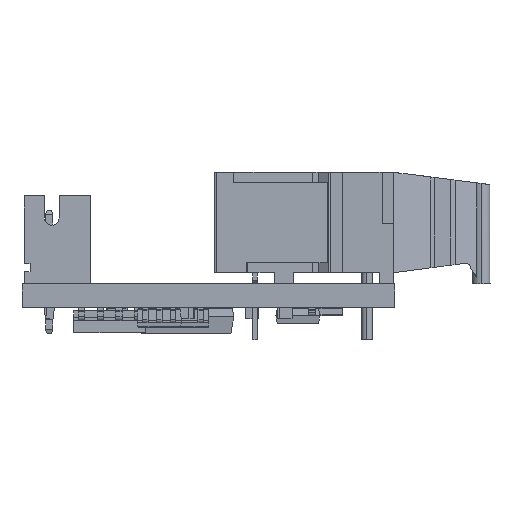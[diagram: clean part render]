
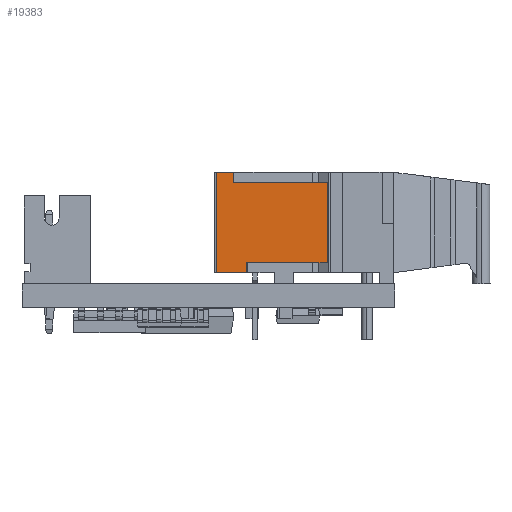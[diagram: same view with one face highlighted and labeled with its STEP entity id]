
A CAD part, front view. The second image highlights one B-rep face of the part: STEP entity #19383.
In plain terms, the highlighted face is planar.
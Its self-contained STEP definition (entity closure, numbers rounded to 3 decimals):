
#18686 = EDGE_CURVE('',#18687,#18689,#18691,.T.);
#18687 = VERTEX_POINT('',#18688);
#18688 = CARTESIAN_POINT('',(-1.7,1.462,5.08));
#18689 = VERTEX_POINT('',#18690);
#18690 = CARTESIAN_POINT('',(-7.198,1.462,5.08));
#18691 = LINE('',#18692,#18693);
#18692 = CARTESIAN_POINT('',(-7.098,1.462,5.08));
#18693 = VECTOR('',#18694,1.);
#18694 = DIRECTION('',(-1.,0.,0.));
#18980 = VERTEX_POINT('',#18981);
#18981 = CARTESIAN_POINT('',(-8.048,7.62,5.08));
#18987 = EDGE_CURVE('',#18988,#18980,#18990,.T.);
#18988 = VERTEX_POINT('',#18989);
#18989 = CARTESIAN_POINT('',(-8.048,6.92,5.08));
#18990 = LINE('',#18991,#18992);
#18991 = CARTESIAN_POINT('',(-8.048,6.92,5.08));
#18992 = VECTOR('',#18993,1.);
#18993 = DIRECTION('',(0.,1.,0.));
#19066 = VERTEX_POINT('',#19067);
#19067 = CARTESIAN_POINT('',(-1.7,6.92,5.08));
#19073 = EDGE_CURVE('',#18687,#19066,#19074,.T.);
#19074 = LINE('',#19075,#19076);
#19075 = CARTESIAN_POINT('',(-1.7,-11.985,5.08));
#19076 = VECTOR('',#19077,1.);
#19077 = DIRECTION('',(0.,1.,0.));
#19383 = ADVANCED_FACE('',(#19384),#19425,.T.);
#19384 = FACE_BOUND('',#19385,.T.);
#19385 = EDGE_LOOP('',(#19386,#19387,#19388,#19394,#19395,#19403,#19411,
    #19419));
#19386 = ORIENTED_EDGE('',*,*,#18686,.F.);
#19387 = ORIENTED_EDGE('',*,*,#19073,.T.);
#19388 = ORIENTED_EDGE('',*,*,#19389,.F.);
#19389 = EDGE_CURVE('',#18988,#19066,#19390,.T.);
#19390 = LINE('',#19391,#19392);
#19391 = CARTESIAN_POINT('',(0.,6.92,5.08));
#19392 = VECTOR('',#19393,1.);
#19393 = DIRECTION('',(1.,0.,0.));
#19394 = ORIENTED_EDGE('',*,*,#18987,.T.);
#19395 = ORIENTED_EDGE('',*,*,#19396,.F.);
#19396 = EDGE_CURVE('',#19397,#18980,#19399,.T.);
#19397 = VERTEX_POINT('',#19398);
#19398 = CARTESIAN_POINT('',(-9.248,7.62,5.08));
#19399 = LINE('',#19400,#19401);
#19400 = CARTESIAN_POINT('',(0.,7.62,5.08));
#19401 = VECTOR('',#19402,1.);
#19402 = DIRECTION('',(1.,0.,0.));
#19403 = ORIENTED_EDGE('',*,*,#19404,.F.);
#19404 = EDGE_CURVE('',#19405,#19397,#19407,.T.);
#19405 = VERTEX_POINT('',#19406);
#19406 = CARTESIAN_POINT('',(-9.248,0.762,5.08));
#19407 = LINE('',#19408,#19409);
#19408 = CARTESIAN_POINT('',(-9.248,-11.985,5.08));
#19409 = VECTOR('',#19410,1.);
#19410 = DIRECTION('',(0.,1.,0.));
#19411 = ORIENTED_EDGE('',*,*,#19412,.F.);
#19412 = EDGE_CURVE('',#19413,#19405,#19415,.T.);
#19413 = VERTEX_POINT('',#19414);
#19414 = CARTESIAN_POINT('',(-7.198,0.762,5.08));
#19415 = LINE('',#19416,#19417);
#19416 = CARTESIAN_POINT('',(0.,0.762,5.08));
#19417 = VECTOR('',#19418,1.);
#19418 = DIRECTION('',(-1.,0.,0.));
#19419 = ORIENTED_EDGE('',*,*,#19420,.T.);
#19420 = EDGE_CURVE('',#19413,#18689,#19421,.T.);
#19421 = LINE('',#19422,#19423);
#19422 = CARTESIAN_POINT('',(-7.198,0.762,5.08));
#19423 = VECTOR('',#19424,1.);
#19424 = DIRECTION('',(0.,1.,0.));
#19425 = PLANE('',#19426);
#19426 = AXIS2_PLACEMENT_3D('',#19427,#19428,#19429);
#19427 = CARTESIAN_POINT('',(0.,-11.985,5.08));
#19428 = DIRECTION('',(0.,0.,1.));
#19429 = DIRECTION('',(1.,0.,0.));
